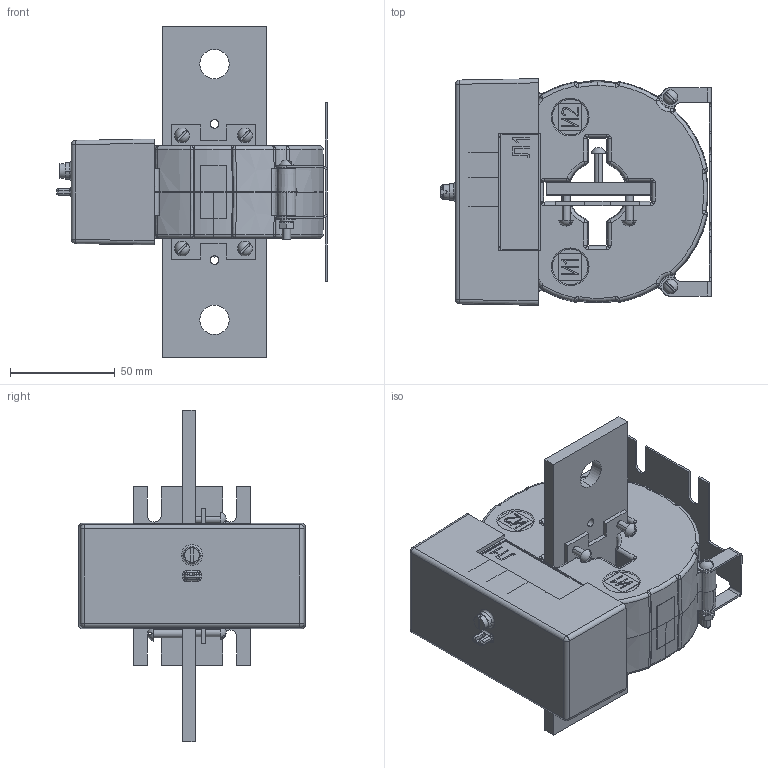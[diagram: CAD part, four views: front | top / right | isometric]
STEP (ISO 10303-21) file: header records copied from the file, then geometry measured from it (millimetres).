
FILE_DESCRIPTION (( 'STEP AP203' ), '1' );
FILE_NAME ('ÒØÏ-0,66 îêíî 51õ9.STEP', '2022-07-28T10:12:55', ( '' ), ( '' ), 'SwSTEP 2.0', 'SolidWorks 2010', '' );
FILE_SCHEMA (( 'CONFIG_CONTROL_DESIGN' ));
Products named in the file (1): ÒØÏ-0,66 îêíî 51õ9
Bounding box: 129.06 x 108 x 158 mm (x, y, z)
Surface area: 98012.7 mm2 (no closed solid volume)
Topology: 0 solids, 58 shells, 743 faces, 2708 edges, 1995 vertices
Faces by surface type: plane 298, bspline 138, cylinder 134, cone 67, sphere 54, torus 52
Entity records: 34387 total; most frequent: CARTESIAN_POINT 13057, ORIENTED_EDGE 4184, DIRECTION 4059, EDGE_CURVE 2708, VERTEX_POINT 1995, AXIS2_PLACEMENT_3D 1451, LINE 1157, VECTOR 1157
